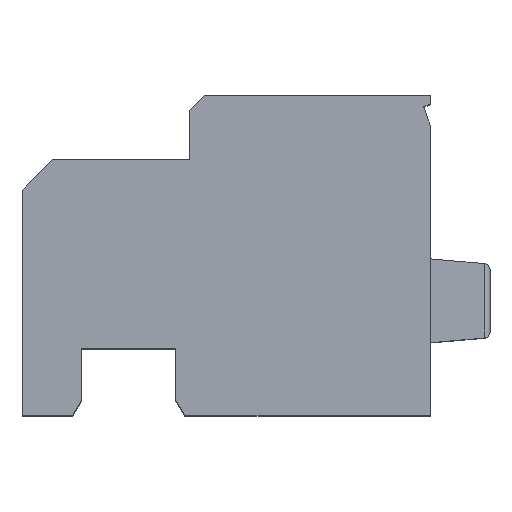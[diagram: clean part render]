
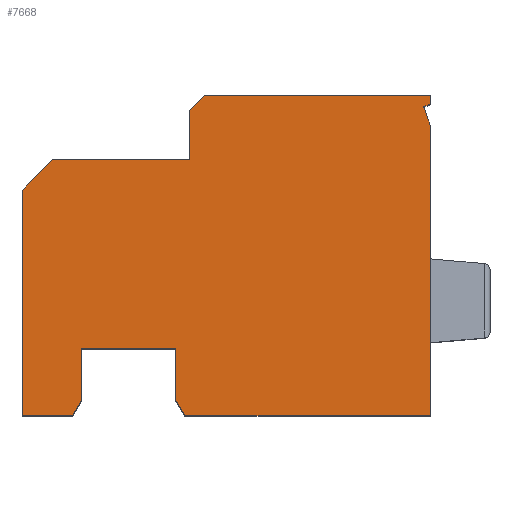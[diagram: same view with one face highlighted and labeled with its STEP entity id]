
A CAD part, top view. The second image highlights one B-rep face of the part: STEP entity #7668.
In plain terms, the highlighted planar face has unit normal (0, 0, 1).
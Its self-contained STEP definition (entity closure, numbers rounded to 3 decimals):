
#446=ORIENTED_EDGE('',*,*,#2025,.T.);
#447=ORIENTED_EDGE('',*,*,#2026,.T.);
#448=ORIENTED_EDGE('',*,*,#2027,.T.);
#449=ORIENTED_EDGE('',*,*,#2028,.T.);
#450=ORIENTED_EDGE('',*,*,#2017,.T.);
#451=ORIENTED_EDGE('',*,*,#2019,.T.);
#452=ORIENTED_EDGE('',*,*,#2011,.T.);
#453=ORIENTED_EDGE('',*,*,#2029,.T.);
#454=ORIENTED_EDGE('',*,*,#2030,.T.);
#455=ORIENTED_EDGE('',*,*,#1948,.T.);
#456=ORIENTED_EDGE('',*,*,#2031,.T.);
#457=ORIENTED_EDGE('',*,*,#2032,.T.);
#458=ORIENTED_EDGE('',*,*,#2033,.T.);
#459=ORIENTED_EDGE('',*,*,#2034,.T.);
#460=ORIENTED_EDGE('',*,*,#2035,.T.);
#461=ORIENTED_EDGE('',*,*,#1979,.T.);
#462=ORIENTED_EDGE('',*,*,#1985,.T.);
#1948=EDGE_CURVE('',#2740,#2742,#3282,.T.);
#1979=EDGE_CURVE('',#2772,#2771,#3313,.T.);
#1985=EDGE_CURVE('',#2771,#2777,#3318,.T.);
#2011=EDGE_CURVE('',#2801,#2802,#3330,.T.);
#2017=EDGE_CURVE('',#2808,#2807,#3336,.T.);
#2019=EDGE_CURVE('',#2807,#2801,#3338,.T.);
#2025=EDGE_CURVE('',#2777,#2813,#3344,.T.);
#2026=EDGE_CURVE('',#2813,#2814,#3345,.T.);
#2027=EDGE_CURVE('',#2814,#2815,#3346,.T.);
#2028=EDGE_CURVE('',#2815,#2808,#3347,.T.);
#2029=EDGE_CURVE('',#2802,#2816,#3348,.T.);
#2030=EDGE_CURVE('',#2816,#2740,#3349,.T.);
#2031=EDGE_CURVE('',#2742,#2817,#3350,.T.);
#2032=EDGE_CURVE('',#2817,#2818,#3351,.T.);
#2033=EDGE_CURVE('',#2818,#2819,#3352,.T.);
#2034=EDGE_CURVE('',#2819,#2820,#3353,.T.);
#2035=EDGE_CURVE('',#2820,#2772,#3354,.T.);
#2740=VERTEX_POINT('',#10198);
#2742=VERTEX_POINT('',#10202);
#2771=VERTEX_POINT('',#10265);
#2772=VERTEX_POINT('',#10267);
#2777=VERTEX_POINT('',#10278);
#2801=VERTEX_POINT('',#10334);
#2802=VERTEX_POINT('',#10335);
#2807=VERTEX_POINT('',#10346);
#2808=VERTEX_POINT('',#10348);
#2813=VERTEX_POINT('',#10363);
#2814=VERTEX_POINT('',#10365);
#2815=VERTEX_POINT('',#10367);
#2816=VERTEX_POINT('',#10370);
#2817=VERTEX_POINT('',#10373);
#2818=VERTEX_POINT('',#10375);
#2819=VERTEX_POINT('',#10377);
#2820=VERTEX_POINT('',#10379);
#3282=LINE('',#10203,#3892);
#3313=LINE('',#10266,#3923);
#3318=LINE('',#10279,#3928);
#3330=LINE('',#10333,#3940);
#3336=LINE('',#10347,#3946);
#3338=LINE('',#10351,#3948);
#3344=LINE('',#10362,#3954);
#3345=LINE('',#10364,#3955);
#3346=LINE('',#10366,#3956);
#3347=LINE('',#10368,#3957);
#3348=LINE('',#10369,#3958);
#3349=LINE('',#10371,#3959);
#3350=LINE('',#10372,#3960);
#3351=LINE('',#10374,#3961);
#3352=LINE('',#10376,#3962);
#3353=LINE('',#10378,#3963);
#3354=LINE('',#10380,#3964);
#3892=VECTOR('',#8535,1000.);
#3923=VECTOR('',#8572,1000.);
#3928=VECTOR('',#8581,1000.);
#3940=VECTOR('',#8631,1000.);
#3946=VECTOR('',#8639,1000.);
#3948=VECTOR('',#8643,1000.);
#3954=VECTOR('',#8651,1000.);
#3955=VECTOR('',#8652,1000.);
#3956=VECTOR('',#8653,1000.);
#3957=VECTOR('',#8654,1000.);
#3958=VECTOR('',#8655,1000.);
#3959=VECTOR('',#8656,1000.);
#3960=VECTOR('',#8657,1000.);
#3961=VECTOR('',#8658,1000.);
#3962=VECTOR('',#8659,1000.);
#3963=VECTOR('',#8660,1000.);
#3964=VECTOR('',#8661,1000.);
#4496=EDGE_LOOP('',(#446,#447,#448,#449,#450,#451,#452,#453,#454,#455,#456,
#457,#458,#459,#460,#461,#462));
#4868=FACE_BOUND('',#4496,.T.);
#5219=PLANE('',#8011);
#7668=ADVANCED_FACE('',(#4868),#5219,.F.);
#8011=AXIS2_PLACEMENT_3D('',#10361,#8649,#8650);
#8535=DIRECTION('',(0.,1.,0.));
#8572=DIRECTION('',(0.,-1.,0.));
#8581=DIRECTION('',(-1.,0.,0.));
#8631=DIRECTION('',(0.,-1.,0.));
#8639=DIRECTION('',(0.,1.,0.));
#8643=DIRECTION('',(1.,0.,0.));
#8649=DIRECTION('',(0.,0.,-1.));
#8650=DIRECTION('',(0.,-1.,0.));
#8651=DIRECTION('',(-0.707,-0.707,0.));
#8652=DIRECTION('',(0.,-1.,0.));
#8653=DIRECTION('',(1.,0.,0.));
#8654=DIRECTION('',(0.5,0.866,0.));
#8655=DIRECTION('',(0.5,-0.866,0.));
#8656=DIRECTION('',(1.,0.,0.));
#8657=DIRECTION('',(-0.342,0.94,0.));
#8658=DIRECTION('',(0.906,0.423,0.));
#8659=DIRECTION('',(0.,1.,0.));
#8660=DIRECTION('',(-1.,0.,0.));
#8661=DIRECTION('',(-0.707,-0.707,0.));
#10198=CARTESIAN_POINT('',(16.764,18.488,10.));
#10202=CARTESIAN_POINT('',(16.764,27.988,10.));
#10203=CARTESIAN_POINT('',(16.764,0.,10.));
#10265=CARTESIAN_POINT('',(8.864,26.888,10.));
#10266=CARTESIAN_POINT('',(8.864,0.,10.));
#10267=CARTESIAN_POINT('',(8.864,28.488,10.));
#10278=CARTESIAN_POINT('',(4.364,26.888,10.));
#10279=CARTESIAN_POINT('',(0.,26.888,10.));
#10333=CARTESIAN_POINT('',(8.414,0.,10.));
#10334=CARTESIAN_POINT('',(8.414,20.688,10.));
#10335=CARTESIAN_POINT('',(8.414,18.988,10.));
#10346=CARTESIAN_POINT('',(5.314,20.688,10.));
#10347=CARTESIAN_POINT('',(5.314,0.,10.));
#10348=CARTESIAN_POINT('',(5.314,18.988,10.));
#10351=CARTESIAN_POINT('',(0.,20.688,10.));
#10361=CARTESIAN_POINT('',(14.914,27.838,10.));
#10362=CARTESIAN_POINT('',(0.,22.524,10.));
#10363=CARTESIAN_POINT('',(3.364,25.888,10.));
#10364=CARTESIAN_POINT('',(3.364,0.,10.));
#10365=CARTESIAN_POINT('',(3.364,18.488,10.));
#10366=CARTESIAN_POINT('',(0.,18.488,10.));
#10367=CARTESIAN_POINT('',(5.025,18.488,10.));
#10368=CARTESIAN_POINT('',(-5.649,0.,10.));
#10369=CARTESIAN_POINT('',(19.376,0.,10.));
#10370=CARTESIAN_POINT('',(8.703,18.488,10.));
#10371=CARTESIAN_POINT('',(0.,18.488,10.));
#10372=CARTESIAN_POINT('',(26.951,0.,10.));
#10373=CARTESIAN_POINT('',(16.536,28.614,10.));
#10374=CARTESIAN_POINT('',(0.,20.904,10.));
#10375=CARTESIAN_POINT('',(16.764,28.721,10.));
#10376=CARTESIAN_POINT('',(16.764,0.,10.));
#10377=CARTESIAN_POINT('',(16.764,28.988,10.));
#10378=CARTESIAN_POINT('',(0.,28.988,10.));
#10379=CARTESIAN_POINT('',(9.364,28.988,10.));
#10380=CARTESIAN_POINT('',(-19.624,0.,10.));
